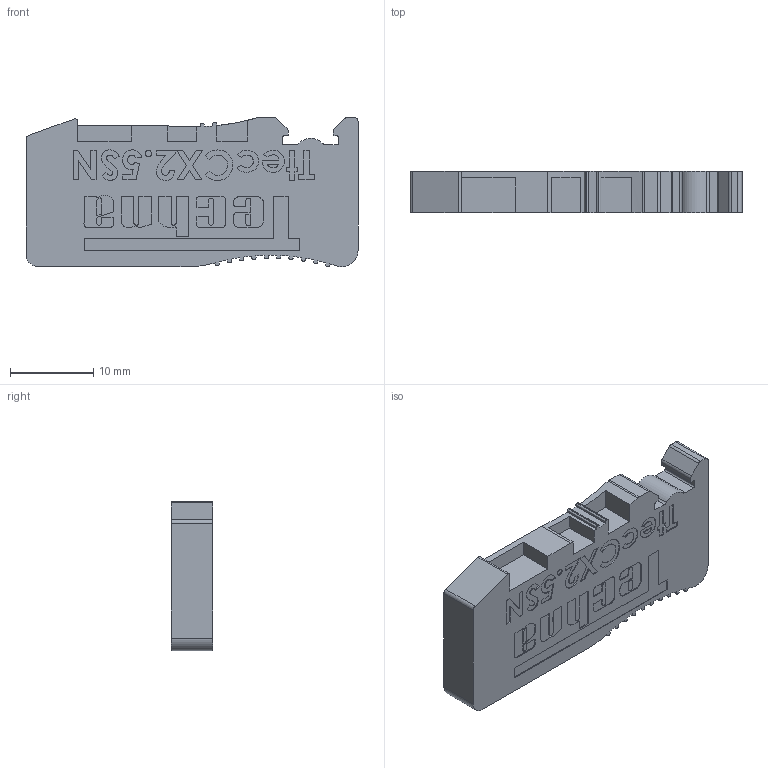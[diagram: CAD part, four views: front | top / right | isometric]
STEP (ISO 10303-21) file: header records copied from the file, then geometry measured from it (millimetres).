
FILE_DESCRIPTION (( 'STEP AP214' ), '1' );
FILE_NAME ('TtecCX2.5SN.STEP', '2020-07-21T10:27:19', ( '' ), ( '' ), 'SwSTEP 2.0', 'SolidWorks 2020', '' );
FILE_SCHEMA (( 'AUTOMOTIVE_DESIGN' ));
Length unit declared in the file: millimetre
Products named in the file (1): TtecCX2.5SN
Bounding box: 40 x 5 x 18.01 mm (x, y, z)
Volume: 3148.8 mm3; surface area: 2071.9 mm2
Topology: 1 solids, 1 shells, 681 faces, 1911 edges, 1274 vertices
Faces by surface type: plane 371, cylinder 196, bspline 114
Entity records: 33519 total; most frequent: CARTESIAN_POINT 10493, ORIENTED_EDGE 3822, DIRECTION 3214, EDGE_CURVE 1911, VECTOR 1288, LINE 1288, VERTEX_POINT 1274, AXIS2_PLACEMENT_3D 963
